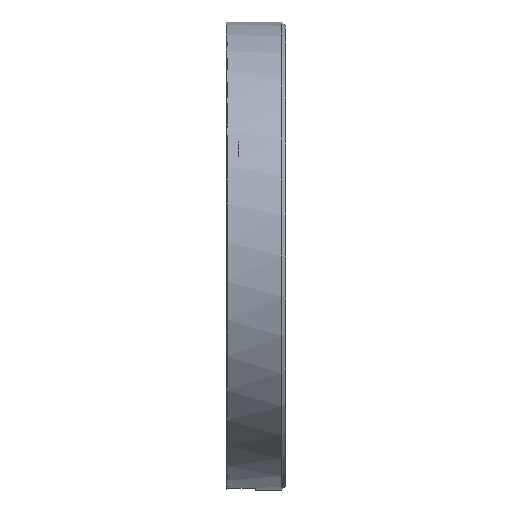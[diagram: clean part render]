
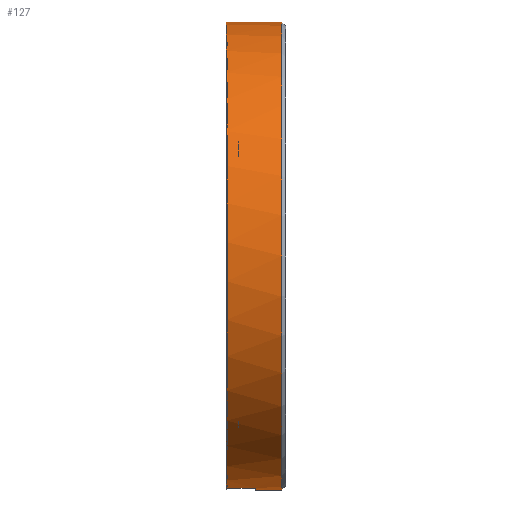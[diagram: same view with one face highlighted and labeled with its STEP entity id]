
A CAD part, left-side view. The second image highlights one B-rep face of the part: STEP entity #127.
In plain terms, the highlighted cylindrical face has radius 44.4 mm (diameter 88.8 mm), a partial arc.
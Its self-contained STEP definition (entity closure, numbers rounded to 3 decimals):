
#127 = ADVANCED_FACE ( 'NONE', ( #3791 ), #4744, .T. ) ;
#543 = AXIS2_PLACEMENT_3D ( 'NONE', #1043, #5206, #5727 ) ;
#562 = VERTEX_POINT ( 'NONE', #3198 ) ;
#587 = AXIS2_PLACEMENT_3D ( 'NONE', #3169, #3295, #3227 ) ;
#639 = EDGE_CURVE ( 'NONE', #1583, #4408, #5095, .T. ) ;
#673 = ORIENTED_EDGE ( 'NONE', *, *, #5763, .F. ) ;
#815 = CARTESIAN_POINT ( 'NONE',  ( 0., 0.2, 44.4 ) ) ;
#822 = AXIS2_PLACEMENT_3D ( 'NONE', #5701, #1922, #3358 ) ;
#992 = DIRECTION ( 'NONE',  ( 0., -1., 0. ) ) ;
#1043 = CARTESIAN_POINT ( 'NONE',  ( 0., -10.25, 0. ) ) ;
#1114 = DIRECTION ( 'NONE',  ( 0., -1., 0. ) ) ;
#1217 = EDGE_LOOP ( 'NONE', ( #4901, #673, #2363, #5423, #4759, #5487 ) ) ;
#1583 = VERTEX_POINT ( 'NONE', #4783 ) ;
#1922 = DIRECTION ( 'NONE',  ( 0., -1., 0. ) ) ;
#2171 = CARTESIAN_POINT ( 'NONE',  ( 0., -5.3, -44.4 ) ) ;
#2363 = ORIENTED_EDGE ( 'NONE', *, *, #4317, .T. ) ;
#2480 = CARTESIAN_POINT ( 'NONE',  ( 0., -5.3, 0. ) ) ;
#2495 = CARTESIAN_POINT ( 'NONE',  ( -5.264, 0.2, -44.087 ) ) ;
#2940 = DIRECTION ( 'NONE',  ( 0., 0., -1. ) ) ;
#3089 = EDGE_CURVE ( 'NONE', #3151, #562, #4839, .T. ) ;
#3151 = VERTEX_POINT ( 'NONE', #3883 ) ;
#3169 = CARTESIAN_POINT ( 'NONE',  ( 0., 0.2, 0. ) ) ;
#3198 = CARTESIAN_POINT ( 'NONE',  ( 0., -10.25, 44.4 ) ) ;
#3227 = DIRECTION ( 'NONE',  ( 0., 0., 1. ) ) ;
#3295 = DIRECTION ( 'NONE',  ( 0., 1., 0. ) ) ;
#3358 = DIRECTION ( 'NONE',  ( 0., 0., -1. ) ) ;
#3441 = CARTESIAN_POINT ( 'NONE',  ( 0., 0.2, 44.4 ) ) ;
#3455 = EDGE_CURVE ( 'NONE', #4408, #3151, #3745, .T. ) ;
#3519 = CARTESIAN_POINT ( 'NONE',  ( -5.264, 0.2, -44.087 ) ) ;
#3745 = LINE ( 'NONE', #5856, #4245 ) ;
#3747 = VECTOR ( 'NONE', #992, 1000. ) ;
#3791 = FACE_OUTER_BOUND ( 'NONE', #1217, .T. ) ;
#3883 = CARTESIAN_POINT ( 'NONE',  ( 0., -10.25, -44.4 ) ) ;
#4084 = VERTEX_POINT ( 'NONE', #3519 ) ;
#4122 = LINE ( 'NONE', #815, #6071 ) ;
#4245 = VECTOR ( 'NONE', #1114, 1000. ) ;
#4317 = EDGE_CURVE ( 'NONE', #4084, #1583, #5297, .T. ) ;
#4408 = VERTEX_POINT ( 'NONE', #2171 ) ;
#4439 = DIRECTION ( 'NONE',  ( 0., -1., 0. ) ) ;
#4487 = CIRCLE ( 'NONE', #587, 44.4 ) ;
#4744 = CYLINDRICAL_SURFACE ( 'NONE', #822, 44.4 ) ;
#4759 = ORIENTED_EDGE ( 'NONE', *, *, #3455, .T. ) ;
#4783 = CARTESIAN_POINT ( 'NONE',  ( -5.264, -5.3, -44.087 ) ) ;
#4839 = CIRCLE ( 'NONE', #543, 44.4 ) ;
#4901 = ORIENTED_EDGE ( 'NONE', *, *, #5432, .F. ) ;
#5095 = CIRCLE ( 'NONE', #5978, 44.4 ) ;
#5206 = DIRECTION ( 'NONE',  ( 0., 1., 0. ) ) ;
#5297 = LINE ( 'NONE', #2495, #3747 ) ;
#5423 = ORIENTED_EDGE ( 'NONE', *, *, #639, .T. ) ;
#5432 = EDGE_CURVE ( 'NONE', #5932, #562, #4122, .T. ) ;
#5466 = DIRECTION ( 'NONE',  ( 0., -1., 0. ) ) ;
#5487 = ORIENTED_EDGE ( 'NONE', *, *, #3089, .T. ) ;
#5701 = CARTESIAN_POINT ( 'NONE',  ( 0., 0.2, 0. ) ) ;
#5727 = DIRECTION ( 'NONE',  ( 0., 0., -1. ) ) ;
#5763 = EDGE_CURVE ( 'NONE', #4084, #5932, #4487, .T. ) ;
#5856 = CARTESIAN_POINT ( 'NONE',  ( 0., 0.2, -44.4 ) ) ;
#5932 = VERTEX_POINT ( 'NONE', #3441 ) ;
#5978 = AXIS2_PLACEMENT_3D ( 'NONE', #2480, #4439, #2940 ) ;
#6071 = VECTOR ( 'NONE', #5466, 1000. ) ;
